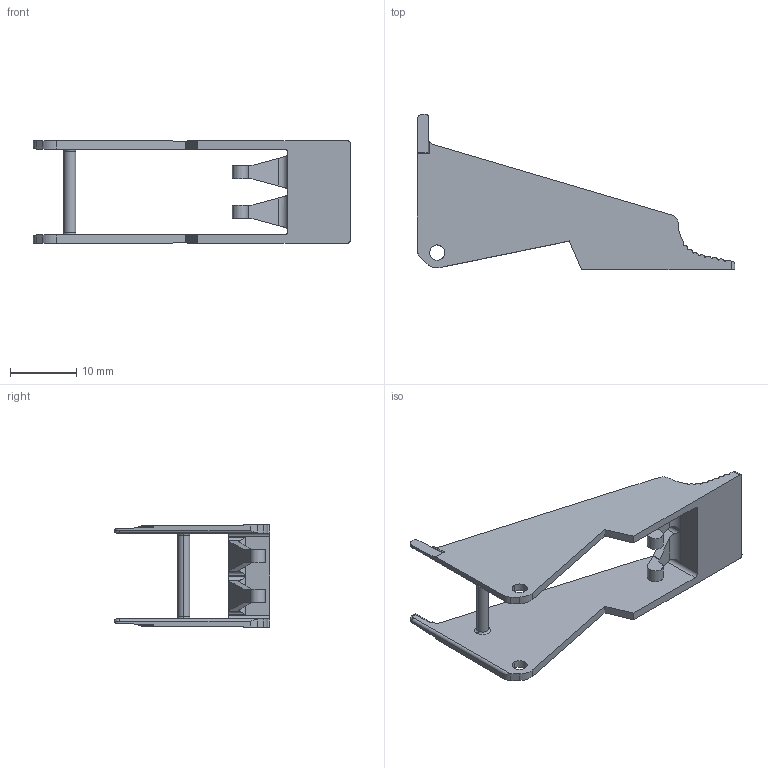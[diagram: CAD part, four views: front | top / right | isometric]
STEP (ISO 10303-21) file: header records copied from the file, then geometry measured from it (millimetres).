
FILE_DESCRIPTION((''),'2;1');
FILE_NAME('MS25','2016-09-02T',('mangiapr'),(''),'PRO/ENGINEER BY PARAMETRIC TECHNOLOGY CORPORATION, 2011080','PRO/ENGINEER BY PARAMETRIC TECHNOLOGY CORPORATION, 2011080','');
FILE_SCHEMA(('CONFIG_CONTROL_DESIGN'));
Length unit declared in the file: millimetre
Products named in the file (1): MS25
Bounding box: 48 x 23.5 x 15.5 mm (x, y, z)
Volume: 1656.2 mm3; surface area: 2923.6 mm2
Topology: 1 solids, 1 shells, 118 faces, 342 edges, 224 vertices
Faces by surface type: cylinder 66, plane 44, bspline 4, torus 4
Entity records: 4475 total; most frequent: CARTESIAN_POINT 1481, ORIENTED_EDGE 680, DIRECTION 526, EDGE_CURVE 340, VERTEX_POINT 224, VECTOR 186, LINE 186, AXIS2_PLACEMENT_3D 170
